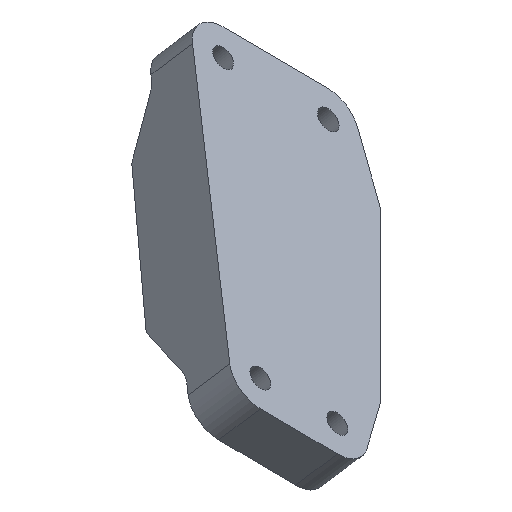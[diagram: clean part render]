
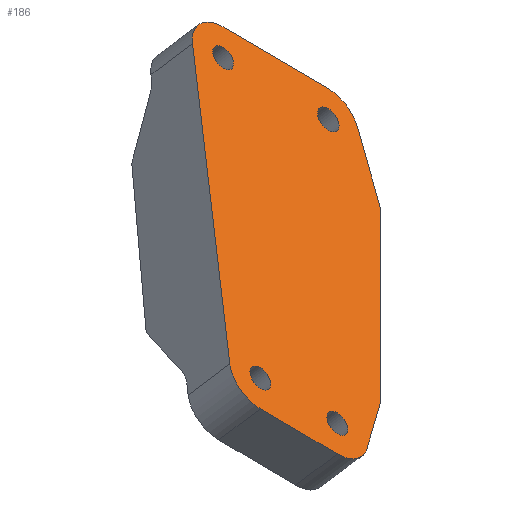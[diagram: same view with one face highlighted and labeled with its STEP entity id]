
A CAD part, top view. The second image highlights one B-rep face of the part: STEP entity #186.
In plain terms, the highlighted face is planar.
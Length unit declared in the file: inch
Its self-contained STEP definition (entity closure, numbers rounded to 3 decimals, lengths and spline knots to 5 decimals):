
#186=ADVANCED_FACE('',(#268,#269,#270,#271,#272),#244,.T.);
#244=PLANE('',#1125);
#268=FACE_BOUND('',#325,.T.);
#269=FACE_BOUND('',#326,.T.);
#270=FACE_BOUND('',#327,.T.);
#271=FACE_BOUND('',#328,.T.);
#272=FACE_BOUND('',#329,.T.);
#325=EDGE_LOOP('',(#561,#562,#563,#564,#565,#566,#567,#568,#569,#570));
#326=EDGE_LOOP('',(#571));
#327=EDGE_LOOP('',(#572));
#328=EDGE_LOOP('',(#573));
#329=EDGE_LOOP('',(#574));
#413=LINE('',#1542,#487);
#414=LINE('',#1546,#488);
#415=LINE('',#1550,#489);
#416=LINE('',#1554,#490);
#417=LINE('',#1556,#491);
#418=LINE('',#1558,#492);
#487=VECTOR('',#1237,1.);
#488=VECTOR('',#1240,1.);
#489=VECTOR('',#1243,1.);
#490=VECTOR('',#1246,1.);
#491=VECTOR('',#1247,1.);
#492=VECTOR('',#1248,1.);
#561=ORIENTED_EDGE('',*,*,#937,.T.);
#562=ORIENTED_EDGE('',*,*,#938,.T.);
#563=ORIENTED_EDGE('',*,*,#939,.T.);
#564=ORIENTED_EDGE('',*,*,#940,.T.);
#565=ORIENTED_EDGE('',*,*,#941,.T.);
#566=ORIENTED_EDGE('',*,*,#942,.T.);
#567=ORIENTED_EDGE('',*,*,#943,.T.);
#568=ORIENTED_EDGE('',*,*,#944,.T.);
#569=ORIENTED_EDGE('',*,*,#945,.T.);
#570=ORIENTED_EDGE('',*,*,#946,.T.);
#571=ORIENTED_EDGE('',*,*,#947,.T.);
#572=ORIENTED_EDGE('',*,*,#948,.F.);
#573=ORIENTED_EDGE('',*,*,#949,.F.);
#574=ORIENTED_EDGE('',*,*,#950,.T.);
#837=VERTEX_POINT('',#1540);
#838=VERTEX_POINT('',#1541);
#839=VERTEX_POINT('',#1543);
#840=VERTEX_POINT('',#1545);
#841=VERTEX_POINT('',#1547);
#842=VERTEX_POINT('',#1549);
#843=VERTEX_POINT('',#1551);
#844=VERTEX_POINT('',#1553);
#845=VERTEX_POINT('',#1555);
#846=VERTEX_POINT('',#1557);
#847=VERTEX_POINT('',#1560);
#848=VERTEX_POINT('',#1562);
#849=VERTEX_POINT('',#1564);
#850=VERTEX_POINT('',#1566);
#937=EDGE_CURVE('',#837,#838,#1075,.T.);
#938=EDGE_CURVE('',#838,#839,#413,.T.);
#939=EDGE_CURVE('',#839,#840,#1076,.T.);
#940=EDGE_CURVE('',#840,#841,#414,.T.);
#941=EDGE_CURVE('',#841,#842,#1077,.T.);
#942=EDGE_CURVE('',#842,#843,#415,.T.);
#943=EDGE_CURVE('',#843,#844,#1078,.T.);
#944=EDGE_CURVE('',#844,#845,#416,.T.);
#945=EDGE_CURVE('',#845,#846,#417,.T.);
#946=EDGE_CURVE('',#846,#837,#418,.T.);
#947=EDGE_CURVE('',#847,#847,#1079,.T.);
#948=EDGE_CURVE('',#848,#848,#1080,.T.);
#949=EDGE_CURVE('',#849,#849,#1081,.T.);
#950=EDGE_CURVE('',#850,#850,#1082,.T.);
#1075=CIRCLE('',#1117,0.6);
#1076=CIRCLE('',#1118,0.6);
#1077=CIRCLE('',#1119,0.6);
#1078=CIRCLE('',#1120,0.6);
#1079=CIRCLE('',#1121,0.203);
#1080=CIRCLE('',#1122,0.203);
#1081=CIRCLE('',#1123,0.203);
#1082=CIRCLE('',#1124,0.21);
#1117=AXIS2_PLACEMENT_3D('',#1539,#1235,#1236);
#1118=AXIS2_PLACEMENT_3D('',#1544,#1238,#1239);
#1119=AXIS2_PLACEMENT_3D('',#1548,#1241,#1242);
#1120=AXIS2_PLACEMENT_3D('',#1552,#1244,#1245);
#1121=AXIS2_PLACEMENT_3D('',#1559,#1249,#1250);
#1122=AXIS2_PLACEMENT_3D('',#1561,#1251,#1252);
#1123=AXIS2_PLACEMENT_3D('',#1563,#1253,#1254);
#1124=AXIS2_PLACEMENT_3D('',#1565,#1255,#1256);
#1125=AXIS2_PLACEMENT_3D('',#1567,#1257,#1258);
#1235=DIRECTION('',(0.,-0.663,-0.749));
#1236=DIRECTION('',(0.,-0.749,0.663));
#1237=DIRECTION('',(0.,0.749,-0.663));
#1238=DIRECTION('',(0.,-0.663,-0.749));
#1239=DIRECTION('',(0.,-0.749,0.663));
#1240=DIRECTION('',(0.992,-0.093,0.082));
#1241=DIRECTION('',(0.,-0.663,-0.749));
#1242=DIRECTION('',(0.,-0.749,0.663));
#1243=DIRECTION('',(0.,-0.749,0.663));
#1244=DIRECTION('',(0.,-0.663,-0.749));
#1245=DIRECTION('',(0.,-0.749,0.663));
#1246=DIRECTION('',(-0.97,-0.181,0.16));
#1247=DIRECTION('',(-1.,0.,0.));
#1248=DIRECTION('',(-0.947,0.241,-0.214));
#1249=DIRECTION('',(0.,0.663,0.749));
#1250=DIRECTION('',(0.,-0.749,0.663));
#1251=DIRECTION('',(0.,-0.663,-0.749));
#1252=DIRECTION('',(0.,0.749,-0.663));
#1253=DIRECTION('',(0.,-0.663,-0.749));
#1254=DIRECTION('',(0.,0.749,-0.663));
#1255=DIRECTION('',(0.,0.663,0.749));
#1256=DIRECTION('',(0.,-0.749,0.663));
#1257=DIRECTION('',(0.,-0.663,-0.749));
#1258=DIRECTION('',(0.,0.749,-0.663));
#1539=CARTESIAN_POINT('',(-5.829,-0.98964,0.87551));
#1540=CARTESIAN_POINT('',(-6.02235,-1.41505,1.25186));
#1541=CARTESIAN_POINT('',(-6.429,-0.98964,0.87551));
#1542=CARTESIAN_POINT('',(-6.429,-0.98964,0.87551));
#1543=CARTESIAN_POINT('',(-6.429,0.54579,-0.48285));
#1544=CARTESIAN_POINT('',(-5.829,0.54579,-0.48285));
#1545=CARTESIAN_POINT('',(-5.75474,0.99172,-0.87735));
#1546=CARTESIAN_POINT('',(-5.75474,0.99172,-0.87735));
#1547=CARTESIAN_POINT('',(0.07426,0.4472,-0.39563));
#1548=CARTESIAN_POINT('',(0.,0.00127,-0.00113));
#1549=CARTESIAN_POINT('',(0.6,0.00127,-0.00113));
#1550=CARTESIAN_POINT('',(0.6,0.00127,-0.00113));
#1551=CARTESIAN_POINT('',(0.6,-1.12221,0.99279));
#1552=CARTESIAN_POINT('',(0.,-1.12221,0.99279));
#1553=CARTESIAN_POINT('',(0.1451,-1.55826,1.37855));
#1554=CARTESIAN_POINT('',(0.1451,-1.55826,1.37855));
#1555=CARTESIAN_POINT('',(-0.87992,-1.74959,1.54782));
#1556=CARTESIAN_POINT('',(-0.87992,-1.74959,1.54782));
#1557=CARTESIAN_POINT('',(-4.71022,-1.74959,1.54782));
#1558=CARTESIAN_POINT('',(-4.71022,-1.74959,1.54782));
#1559=CARTESIAN_POINT('',(0.,0.,0.));
#1560=CARTESIAN_POINT('',(0.,-0.15204,0.13451));
#1561=CARTESIAN_POINT('',(0.,-1.12349,0.99392));
#1562=CARTESIAN_POINT('',(0.,-0.97144,0.85941));
#1563=CARTESIAN_POINT('',(-5.829,0.54452,-0.48172));
#1564=CARTESIAN_POINT('',(-5.829,0.69656,-0.61623));
#1565=CARTESIAN_POINT('',(-5.829,-0.99091,0.87664));
#1566=CARTESIAN_POINT('',(-5.829,-1.1482,1.01578));
#1567=CARTESIAN_POINT('',(-5.829,0.54452,-0.48172));
